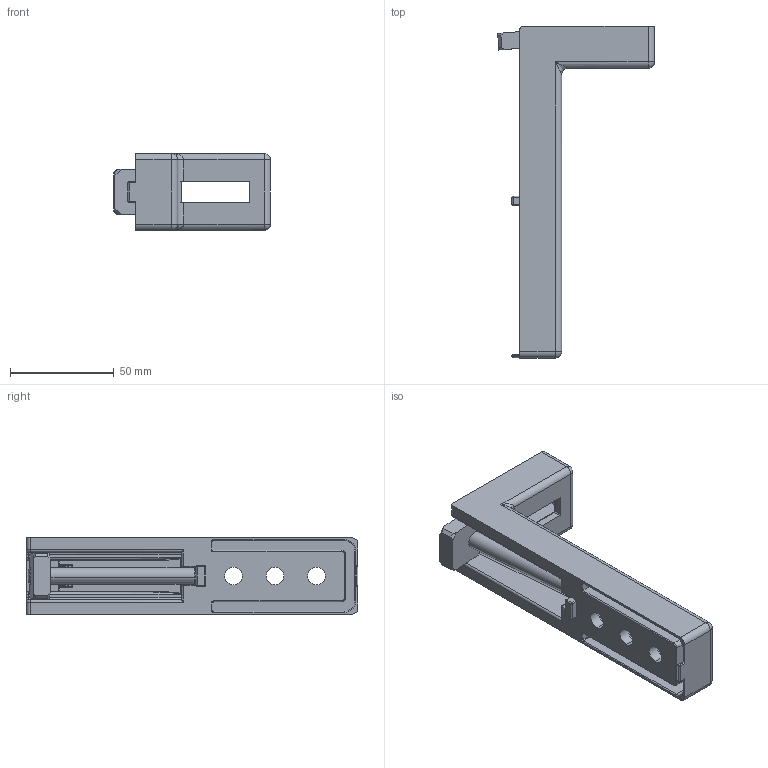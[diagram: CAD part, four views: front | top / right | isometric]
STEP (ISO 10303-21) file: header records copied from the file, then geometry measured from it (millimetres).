
FILE_DESCRIPTION (( 'STEP AP214' ), '1' );
FILE_NAME ('A367 Îïîðà ôóíäàìåíòíàÿ 40, 45.STEP', '2020-05-18T08:41:10', ( '' ), ( '' ), 'SwSTEP 2.0', 'SolidWorks 2020', '' );
FILE_SCHEMA (( 'AUTOMOTIVE_DESIGN' ));
Length unit declared in the file: millimetre
Products named in the file (4): A367 Îïîðà ôóíäàìåíòíàÿ 40, 45; 鎔艜 A367_2_00; 扻豵鵨 A367_1_00; Ãàéêà A367_3_00
Assembly tree (3 placements, depth 2):
  A367 Îïîðà ôóíäàìåíòíàÿ 40, 45
    Ãàéêà A367_3_00
    鎔艜 A367_2_00
    扻豵鵨 A367_1_00
Bounding box: 75.58 x 160 x 37 mm (x, y, z)
Volume: 91773.2 mm3; surface area: 38843.6 mm2
Topology: 3 solids, 3 shells, 241 faces, 600 edges, 344 vertices
Faces by surface type: cylinder 108, plane 79, sphere 20, torus 18, bspline 10, cone 6
Entity records: 7466 total; most frequent: CARTESIAN_POINT 1685, DIRECTION 1216, ORIENTED_EDGE 1160, EDGE_CURVE 580, AXIS2_PLACEMENT_3D 445, VERTEX_POINT 344, VECTOR 326, LINE 326
